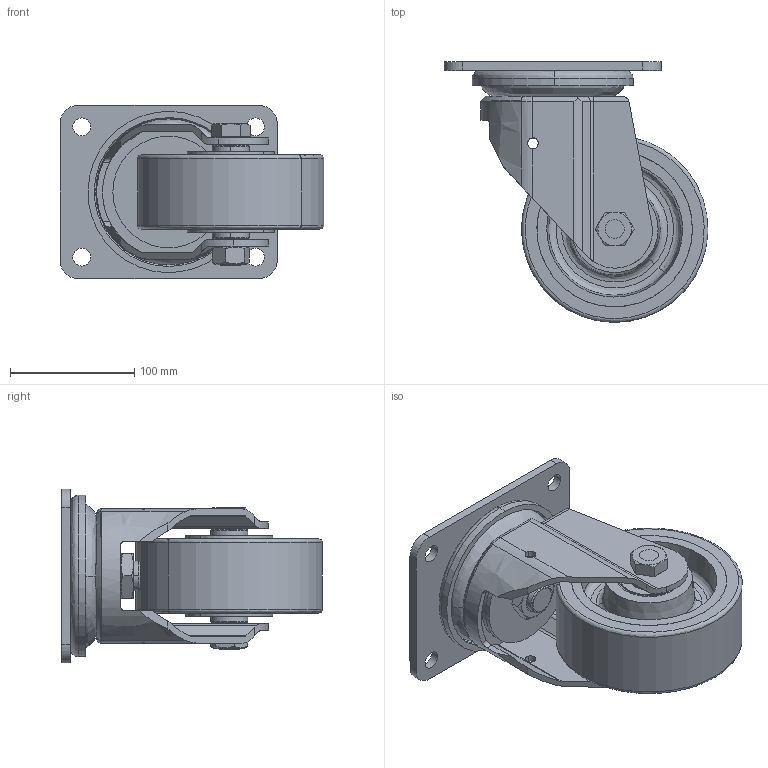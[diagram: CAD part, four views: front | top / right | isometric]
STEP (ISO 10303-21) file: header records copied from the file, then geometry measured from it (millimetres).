
FILE_DESCRIPTION (( 'STEP AP214' ), '1' );
FILE_NAME ('0012037.step', '2020-06-23T07:14:48', ( '' ), ( '' ), 'SwSTEP 2.0', 'SolidWorks 2018', '' );
FILE_SCHEMA (( 'AUTOMOTIVE_DESIGN' ));
Length unit declared in the file: millimetre
Products named in the file (1): 0012037
Bounding box: 212.62 x 210.12 x 140 mm (x, y, z)
Surface area: 453503.5 mm2 (no closed solid volume)
Topology: 0 solids, 72 shells, 617 faces, 1595 edges, 959 vertices
Faces by surface type: bspline 224, cylinder 187, plane 133, cone 73
Entity records: 37358 total; most frequent: CARTESIAN_POINT 16802, ORIENTED_EDGE 2770, DIRECTION 2571, EDGE_CURVE 1399, AXIS2_PLACEMENT_3D 1115, VERTEX_POINT 959, EDGE_LOOP 724, CIRCLE 721
